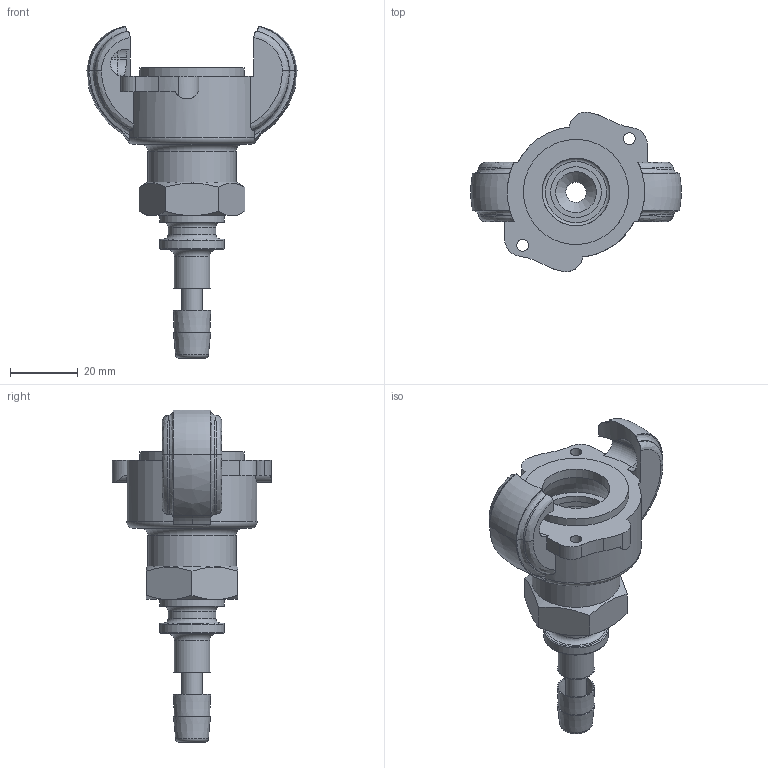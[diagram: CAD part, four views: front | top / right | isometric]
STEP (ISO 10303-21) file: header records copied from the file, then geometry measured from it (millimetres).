
FILE_DESCRIPTION(/* description */ (''),/* implementation_level */ '2;1');
FILE_NAME(/* name */ 'ska_11.stp',/* time_stamp */ '2020-04-08T08:33:09+02:00',/* author */ ('ertl'),/* organization */ (''),/* preprocessor_version */ 'ST-DEVELOPER v17',/* originating_system */ 'Autodesk Inventor 2018',/* authorisation */ '0 mm^3');
FILE_SCHEMA (('AUTOMOTIVE_DESIGN { 1 0 10303 214 3 1 1 }'));
Length unit declared in the file: millimetre
Products named in the file (1): ska_11
Bounding box: 61.89 x 47 x 97.85 mm (x, y, z)
Volume: 34884.8 mm3; surface area: 16178.9 mm2
Topology: 1 solids, 1 shells, 144 faces, 386 edges, 258 vertices
Faces by surface type: plane 42, cylinder 38, bspline 30, torus 22, cone 12
Full cylindrical faces by diameter (mm): 3.5 x2, 6 x1, 10.5 x1, 14 x1, 14.95 x1, 19 x2, 20 x2, 22 x1, 26 x1, 31 x1, 34 x1
Entity records: 6354 total; most frequent: CARTESIAN_POINT 2711, ORIENTED_EDGE 772, DIRECTION 664, EDGE_CURVE 386, AXIS2_PLACEMENT_3D 287, VERTEX_POINT 258, CIRCLE 172, EDGE_LOOP 164
